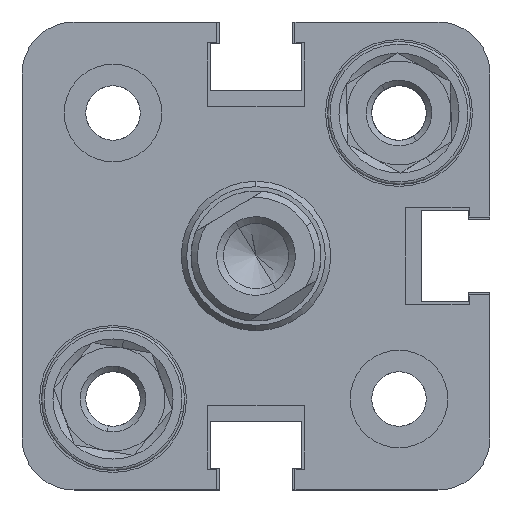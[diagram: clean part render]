
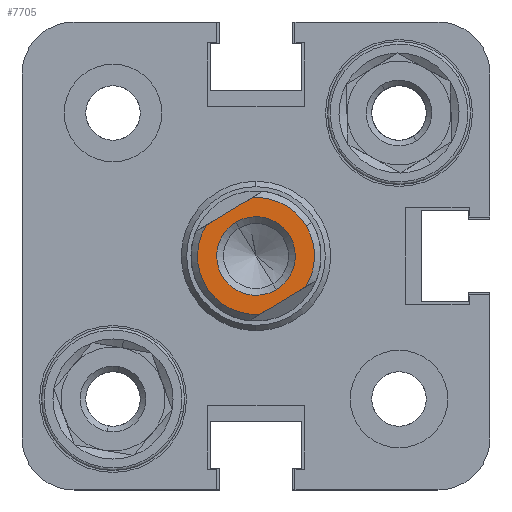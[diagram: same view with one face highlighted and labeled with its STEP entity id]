
A CAD part, left-side view. The second image highlights one B-rep face of the part: STEP entity #7705.
In plain terms, the highlighted face is planar.
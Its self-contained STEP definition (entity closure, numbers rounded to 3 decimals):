
#590 = PLANE ( 'NONE',  #21339 ) ;
#840 = VECTOR ( 'NONE', #7055, 1000. ) ;
#1394 = CARTESIAN_POINT ( 'NONE',  ( 0., -2.062, -4. ) ) ;
#1602 = CIRCLE ( 'NONE', #5609, 4.5 ) ;
#1722 = VECTOR ( 'NONE', #5164, 1000. ) ;
#1969 = DIRECTION ( 'NONE',  ( 1., 0., 0. ) ) ;
#2755 = DIRECTION ( 'NONE',  ( 0., 1., 0. ) ) ;
#2828 = DIRECTION ( 'NONE',  ( 0., 0., -1. ) ) ;
#3050 = VERTEX_POINT ( 'NONE', #22432 ) ;
#4046 = EDGE_CURVE ( 'NONE', #3050, #10763, #1602, .T. ) ;
#4729 = FACE_BOUND ( 'NONE', #20932, .T. ) ;
#4938 = CIRCLE ( 'NONE', #16943, 3.025 ) ;
#5164 = DIRECTION ( 'NONE',  ( 0., -1., 0. ) ) ;
#5247 = CARTESIAN_POINT ( 'NONE',  ( 0., 0., 0. ) ) ;
#5289 = DIRECTION ( 'NONE',  ( 0., 1., 0. ) ) ;
#5609 = AXIS2_PLACEMENT_3D ( 'NONE', #5247, #26465, #2755 ) ;
#6535 = CARTESIAN_POINT ( 'NONE',  ( 0., 0., 0. ) ) ;
#6542 = EDGE_CURVE ( 'NONE', #10763, #23327, #12884, .T. ) ;
#6824 = DIRECTION ( 'NONE',  ( 1., 0., 0. ) ) ;
#7055 = DIRECTION ( 'NONE',  ( 0., 1., 0. ) ) ;
#7261 = CARTESIAN_POINT ( 'NONE',  ( 0., -5., 4. ) ) ;
#7359 = DIRECTION ( 'NONE',  ( 0., 0., -1. ) ) ;
#7705 = ADVANCED_FACE ( 'NONE', ( #4729, #17606 ), #590, .T. ) ;
#7977 = AXIS2_PLACEMENT_3D ( 'NONE', #6535, #1969, #27467 ) ;
#9338 = CARTESIAN_POINT ( 'NONE',  ( 0., 0., 0. ) ) ;
#9444 = VERTEX_POINT ( 'NONE', #17413 ) ;
#9473 = DIRECTION ( 'NONE',  ( 1., 0., 0. ) ) ;
#9516 = VERTEX_POINT ( 'NONE', #15991 ) ;
#10051 = ORIENTED_EDGE ( 'NONE', *, *, #24018, .F. ) ;
#10484 = ORIENTED_EDGE ( 'NONE', *, *, #27468, .T. ) ;
#10763 = VERTEX_POINT ( 'NONE', #16416 ) ;
#10785 = DIRECTION ( 'NONE',  ( 0., 1., 0. ) ) ;
#11356 = EDGE_CURVE ( 'NONE', #23327, #9444, #23820, .T. ) ;
#11964 = EDGE_CURVE ( 'NONE', #22447, #9516, #4938, .T. ) ;
#12884 = CIRCLE ( 'NONE', #7977, 4.5 ) ;
#12888 = DIRECTION ( 'NONE',  ( 1., 0., 0. ) ) ;
#13705 = EDGE_CURVE ( 'NONE', #9444, #26743, #22785, .T. ) ;
#14917 = ORIENTED_EDGE ( 'NONE', *, *, #4046, .T. ) ;
#15435 = ORIENTED_EDGE ( 'NONE', *, *, #13705, .T. ) ;
#15777 = CARTESIAN_POINT ( 'NONE',  ( 0., 0., 0. ) ) ;
#15991 = CARTESIAN_POINT ( 'NONE',  ( 0., 0., 3.025 ) ) ;
#16120 = AXIS2_PLACEMENT_3D ( 'NONE', #16948, #12888, #10785 ) ;
#16416 = CARTESIAN_POINT ( 'NONE',  ( 0., -4.5, 0. ) ) ;
#16684 = ORIENTED_EDGE ( 'NONE', *, *, #11356, .T. ) ;
#16943 = AXIS2_PLACEMENT_3D ( 'NONE', #9338, #9473, #7359 ) ;
#16948 = CARTESIAN_POINT ( 'NONE',  ( 0., 0., 0. ) ) ;
#17119 = CARTESIAN_POINT ( 'NONE',  ( 0., 0., -3.025 ) ) ;
#17413 = CARTESIAN_POINT ( 'NONE',  ( 0., 2.062, -4. ) ) ;
#17606 = FACE_OUTER_BOUND ( 'NONE', #23873, .T. ) ;
#17904 = AXIS2_PLACEMENT_3D ( 'NONE', #24166, #22225, #2828 ) ;
#18920 = ORIENTED_EDGE ( 'NONE', *, *, #11964, .F. ) ;
#19672 = CIRCLE ( 'NONE', #17904, 3.025 ) ;
#20203 = CARTESIAN_POINT ( 'NONE',  ( 0., -5., -4. ) ) ;
#20528 = ORIENTED_EDGE ( 'NONE', *, *, #6542, .T. ) ;
#20932 = EDGE_LOOP ( 'NONE', ( #18920, #10051 ) ) ;
#21339 = AXIS2_PLACEMENT_3D ( 'NONE', #15777, #6824, #5289 ) ;
#22225 = DIRECTION ( 'NONE',  ( 1., 0., 0. ) ) ;
#22432 = CARTESIAN_POINT ( 'NONE',  ( 0., -2.062, 4. ) ) ;
#22447 = VERTEX_POINT ( 'NONE', #17119 ) ;
#22785 = CIRCLE ( 'NONE', #16120, 4.5 ) ;
#23327 = VERTEX_POINT ( 'NONE', #1394 ) ;
#23820 = LINE ( 'NONE', #20203, #840 ) ;
#23873 = EDGE_LOOP ( 'NONE', ( #15435, #10484, #14917, #20528, #16684 ) ) ;
#24018 = EDGE_CURVE ( 'NONE', #9516, #22447, #19672, .T. ) ;
#24166 = CARTESIAN_POINT ( 'NONE',  ( 0., 0., 0. ) ) ;
#24288 = LINE ( 'NONE', #7261, #1722 ) ;
#26465 = DIRECTION ( 'NONE',  ( 1., 0., 0. ) ) ;
#26617 = CARTESIAN_POINT ( 'NONE',  ( 0., 2.062, 4. ) ) ;
#26743 = VERTEX_POINT ( 'NONE', #26617 ) ;
#27467 = DIRECTION ( 'NONE',  ( 0., 1., 0. ) ) ;
#27468 = EDGE_CURVE ( 'NONE', #26743, #3050, #24288, .T. ) ;
